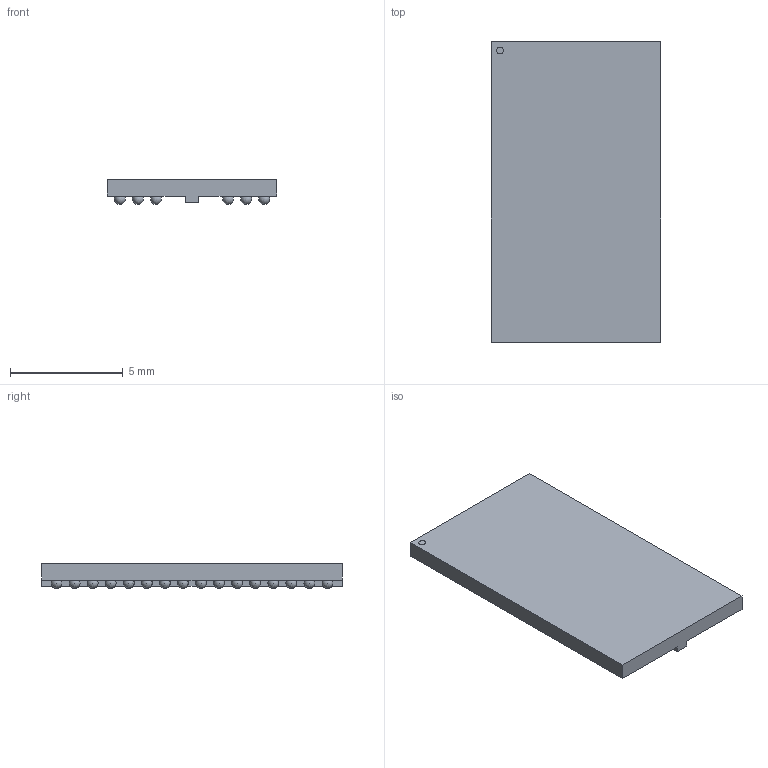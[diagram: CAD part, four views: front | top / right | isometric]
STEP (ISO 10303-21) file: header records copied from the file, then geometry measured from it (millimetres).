
FILE_DESCRIPTION( ( '' ), ' ' );
FILE_NAME( '5b71a717e9e8ff0f1d1dbc0a.step', '2018-08-13T15:43:19', ( '' ), ( '' ), ' ', ' ', ' ' );
FILE_SCHEMA( ( 'AUTOMOTIVE_DESIGN { 1 0 10303 214 1 1 1 1 }' ) );
Length unit declared in the file: metre
Products named in the file (98): Open CASCADE STEP translator 6.8 2; Open CASCADE STEP translator 6.8 1
Bounding box: 7.5 x 13.3 x 1.1 mm (x, y, z)
Volume: 80.5 mm3; surface area: 306.9 mm2
Topology: 98 solids, 98 shells, 113 faces, 324 edges, 216 vertices
Faces by surface type: sphere 96, plane 16, cylinder 1
Full cylindrical faces by diameter (mm): 0.3 x1
Entity records: 4240 total; most frequent: CARTESIAN_POINT 462, DIRECTION 459, VERTEX_POINT 216, AXIS2_PLACEMENT_3D 213, FACE_BOUND 193, VERTEX_LOOP 192, STYLED_ITEM 148, PRESENTATION_STYLE_ASSIGNMENT 148
